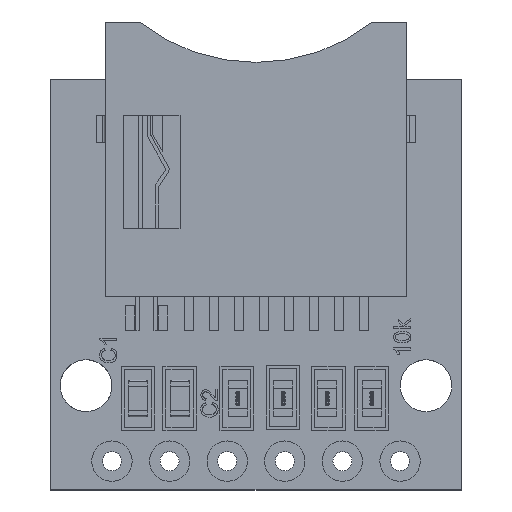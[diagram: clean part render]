
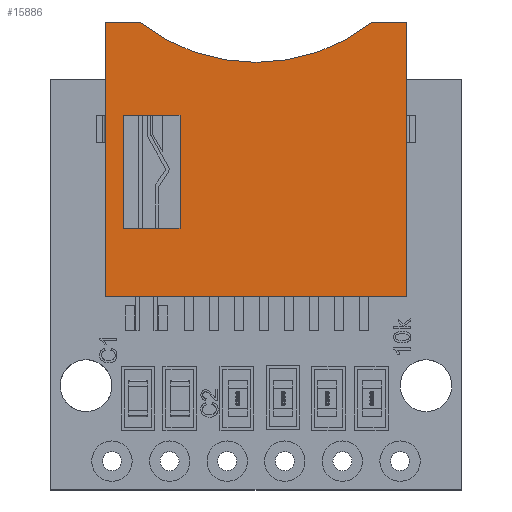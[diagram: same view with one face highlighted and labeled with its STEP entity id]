
A CAD part, top view. The second image highlights one B-rep face of the part: STEP entity #15886.
In plain terms, the highlighted face is planar.
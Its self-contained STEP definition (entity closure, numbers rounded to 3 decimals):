
#742=LINE('',#26545,#1600);
#749=LINE('',#26561,#1607);
#752=LINE('',#26567,#1610);
#971=LINE('',#27085,#1829);
#972=LINE('',#27087,#1830);
#973=LINE('',#27089,#1831);
#974=LINE('',#27091,#1832);
#975=LINE('',#27093,#1833);
#976=LINE('',#27094,#1834);
#1600=VECTOR('',#18172,1000.);
#1607=VECTOR('',#18181,1000.);
#1610=VECTOR('',#18186,1000.);
#1829=VECTOR('',#18631,1000.);
#1830=VECTOR('',#18632,1000.);
#1831=VECTOR('',#18633,1000.);
#1832=VECTOR('',#18634,1000.);
#1833=VECTOR('',#18635,1000.);
#1834=VECTOR('',#18636,1000.);
#5270=ORIENTED_EDGE('',*,*,#7157,.F.);
#5271=ORIENTED_EDGE('',*,*,#7158,.T.);
#5272=ORIENTED_EDGE('',*,*,#7159,.T.);
#5273=ORIENTED_EDGE('',*,*,#7160,.T.);
#5274=ORIENTED_EDGE('',*,*,#7161,.T.);
#5275=ORIENTED_EDGE('',*,*,#7162,.T.);
#5276=ORIENTED_EDGE('',*,*,#6906,.F.);
#5277=ORIENTED_EDGE('',*,*,#7163,.F.);
#5278=ORIENTED_EDGE('',*,*,#6899,.F.);
#5279=ORIENTED_EDGE('',*,*,#6909,.F.);
#6899=EDGE_CURVE('',#8119,#8120,#742,.T.);
#6906=EDGE_CURVE('',#8126,#8127,#749,.T.);
#6909=EDGE_CURVE('',#8127,#8119,#752,.T.);
#7157=EDGE_CURVE('',#8305,#8306,#8499,.T.);
#7158=EDGE_CURVE('',#8305,#8307,#971,.T.);
#7159=EDGE_CURVE('',#8307,#8308,#972,.T.);
#7160=EDGE_CURVE('',#8308,#8309,#973,.T.);
#7161=EDGE_CURVE('',#8309,#8310,#974,.T.);
#7162=EDGE_CURVE('',#8310,#8306,#975,.T.);
#7163=EDGE_CURVE('',#8120,#8126,#976,.T.);
#8119=VERTEX_POINT('',#26546);
#8120=VERTEX_POINT('',#26547);
#8126=VERTEX_POINT('',#26560);
#8127=VERTEX_POINT('',#26562);
#8305=VERTEX_POINT('',#27083);
#8306=VERTEX_POINT('',#27084);
#8307=VERTEX_POINT('',#27086);
#8308=VERTEX_POINT('',#27088);
#8309=VERTEX_POINT('',#27090);
#8310=VERTEX_POINT('',#27092);
#8499=CIRCLE('',#16604,8.34);
#9205=EDGE_LOOP('',(#5270,#5271,#5272,#5273,#5274,#5275));
#9206=EDGE_LOOP('',(#5276,#5277,#5278,#5279));
#10015=FACE_BOUND('',#9205,.T.);
#10016=FACE_BOUND('',#9206,.T.);
#10588=PLANE('',#16603);
#15886=ADVANCED_FACE('',(#10015,#10016),#10588,.T.);
#16603=AXIS2_PLACEMENT_3D('',#27081,#18627,#18628);
#16604=AXIS2_PLACEMENT_3D('',#27082,#18629,#18630);
#18172=DIRECTION('',(0.,0.,-1.));
#18181=DIRECTION('',(0.,0.,1.));
#18186=DIRECTION('',(1.,0.,0.));
#18627=DIRECTION('',(0.,1.,0.));
#18628=DIRECTION('',(0.,0.,1.));
#18629=DIRECTION('',(0.,1.,0.));
#18630=DIRECTION('',(0.,0.,-1.));
#18631=DIRECTION('',(1.,0.,0.));
#18632=DIRECTION('',(0.,0.,-1.));
#18633=DIRECTION('',(-1.,0.,0.));
#18634=DIRECTION('',(0.,0.,1.));
#18635=DIRECTION('',(1.,0.,0.));
#18636=DIRECTION('',(-1.,0.,0.));
#26545=CARTESIAN_POINT('',(5.85,1.7,-3.05));
#26546=CARTESIAN_POINT('',(5.85,1.7,1.95));
#26547=CARTESIAN_POINT('',(5.85,1.7,-3.05));
#26560=CARTESIAN_POINT('',(3.35,1.7,-3.05));
#26561=CARTESIAN_POINT('',(3.35,1.7,-3.05));
#26562=CARTESIAN_POINT('',(3.35,1.7,1.95));
#26567=CARTESIAN_POINT('',(3.35,1.7,1.95));
#27081=CARTESIAN_POINT('',(0.,1.7,0.));
#27082=CARTESIAN_POINT('',(0.,1.7,12.61));
#27083=CARTESIAN_POINT('',(5.15,1.7,6.05));
#27084=CARTESIAN_POINT('',(-5.15,1.7,6.05));
#27085=CARTESIAN_POINT('',(-6.65,1.7,6.05));
#27086=CARTESIAN_POINT('',(6.65,1.7,6.05));
#27087=CARTESIAN_POINT('',(6.65,1.7,-6.05));
#27088=CARTESIAN_POINT('',(6.65,1.7,-6.05));
#27089=CARTESIAN_POINT('',(-6.65,1.7,-6.05));
#27090=CARTESIAN_POINT('',(-6.65,1.7,-6.05));
#27091=CARTESIAN_POINT('',(-6.65,1.7,-6.05));
#27092=CARTESIAN_POINT('',(-6.65,1.7,6.05));
#27093=CARTESIAN_POINT('',(-6.65,1.7,6.05));
#27094=CARTESIAN_POINT('',(3.35,1.7,-3.05));
